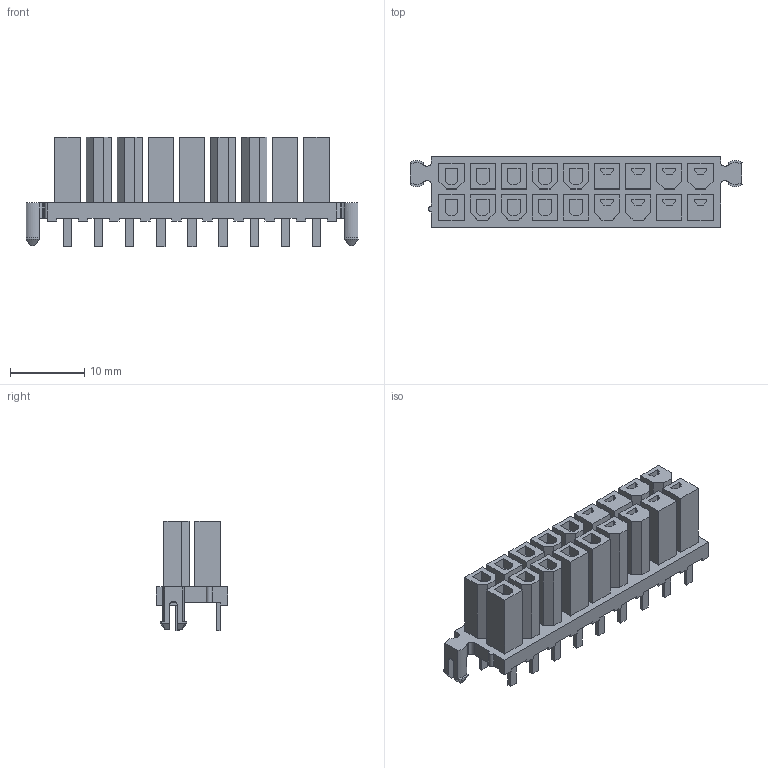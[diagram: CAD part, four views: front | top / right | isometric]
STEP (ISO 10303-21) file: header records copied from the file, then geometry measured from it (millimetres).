
FILE_DESCRIPTION (( 'STEP AP214' ), '1' );
FILE_NAME ('Molex Mini-Fit BMI 18-pin Vertical PCB Header.STEP', '2015-05-13T07:15:44', ( '' ), ( '' ), 'SwSTEP 2.0', 'SolidWorks 2014', '' );
FILE_SCHEMA (( 'AUTOMOTIVE_DESIGN' ));
Length unit declared in the file: inch
Products named in the file (1): Molex Mini-Fit BMI 18-pin Vertical PCB Header
Bounding box: 44.8 x 9.6 x 14.84 mm (x, y, z)
Volume: 2578.8 mm3; surface area: 3605.6 mm2
Topology: 1 solids, 1 shells, 465 faces, 1215 edges, 806 vertices
Faces by surface type: plane 441, cylinder 20, cone 4
Entity records: 15223 total; most frequent: CARTESIAN_POINT 2511, ORIENTED_EDGE 2430, DIRECTION 2191, EDGE_CURVE 1215, VECTOR 1155, LINE 1155, VERTEX_POINT 806, EDGE_LOOP 519
